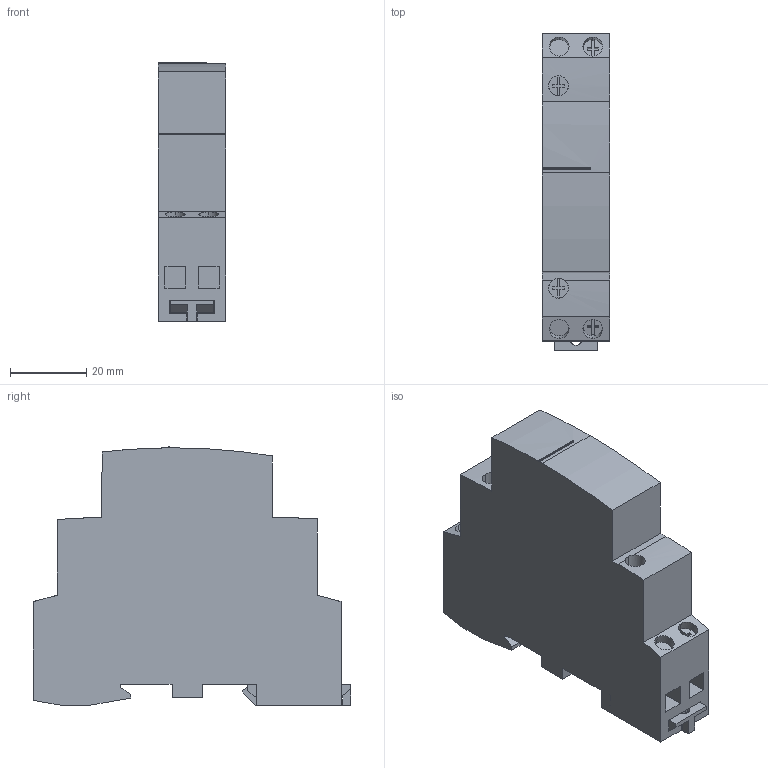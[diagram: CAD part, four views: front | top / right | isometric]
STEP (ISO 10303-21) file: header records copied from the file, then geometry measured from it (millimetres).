
FILE_DESCRIPTION(('STEP AP214'),'1');
FILE_NAME(' ',' ',('TraceParts'),('TraceParts S.A.'),'XStep 1.0',' ',' ');
FILE_SCHEMA(('automotive_design'));
Length unit declared in the file: millimetre
Products named in the file (8): SB100511_S_ASM|Next assembly relationship;COQUE; SB100511_S_ASM|Next assembly relationship;CLIP; SB100511_S_ASM|Next assembly relationship;VIS_1; SB100511_S_ASM|Next assembly relationship;VIS_2; SB100511_S_ASM|Next assembly relationship;CACHE
Bounding box: 17.8 x 83.3 x 67.94 mm (x, y, z)
Volume: 75627.6 mm3; surface area: 17205.8 mm2
Topology: 8 solids, 8 shells, 229 faces, 615 edges, 410 vertices
Faces by surface type: plane 187, cylinder 42
Entity records: 7313 total; most frequent: CARTESIAN_POINT 1358, ORIENTED_EDGE 1230, DIRECTION 1181, EDGE_CURVE 615, LINE 507, VECTOR 507, VERTEX_POINT 410, AXIS2_PLACEMENT_3D 337
